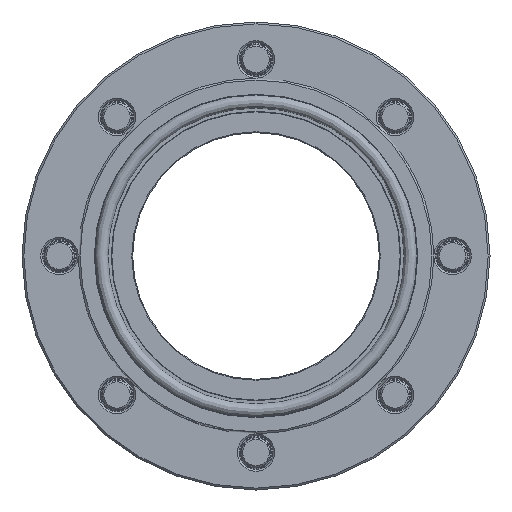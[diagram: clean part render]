
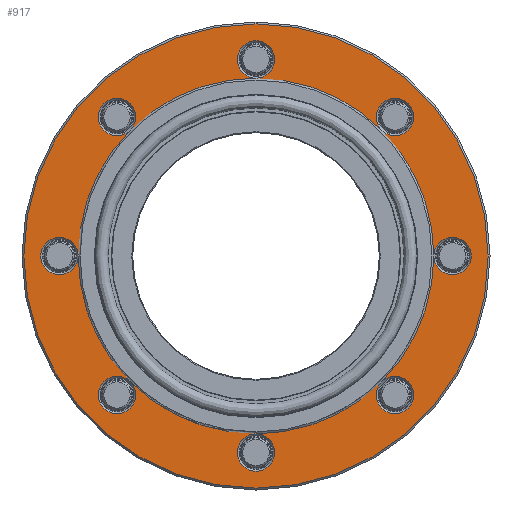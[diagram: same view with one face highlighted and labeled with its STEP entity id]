
A CAD part, left-side view. The second image highlights one B-rep face of the part: STEP entity #917.
In plain terms, the highlighted planar face has unit normal (-1, 0, 0).
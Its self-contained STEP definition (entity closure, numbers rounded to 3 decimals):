
#661=FACE_BOUND('',#1497,.T.);
#662=FACE_BOUND('',#1498,.T.);
#917=ADVANCED_FACE('',(#661,#662),#1178,.F.);
#1178=PLANE('',#3704);
#1497=EDGE_LOOP('',(#1953));
#1498=EDGE_LOOP('',(#1954,#1955,#1956,#1957,#1958,#1959,#1960,#1961,#1962,
#1963,#1964,#1965,#1966,#1967,#1968,#1969));
#1953=ORIENTED_EDGE('',*,*,#3025,.T.);
#1954=ORIENTED_EDGE('',*,*,#3026,.T.);
#1955=ORIENTED_EDGE('',*,*,#3027,.T.);
#1956=ORIENTED_EDGE('',*,*,#3028,.T.);
#1957=ORIENTED_EDGE('',*,*,#3029,.T.);
#1958=ORIENTED_EDGE('',*,*,#3030,.T.);
#1959=ORIENTED_EDGE('',*,*,#3031,.T.);
#1960=ORIENTED_EDGE('',*,*,#3032,.T.);
#1961=ORIENTED_EDGE('',*,*,#3033,.T.);
#1962=ORIENTED_EDGE('',*,*,#3034,.T.);
#1963=ORIENTED_EDGE('',*,*,#3035,.T.);
#1964=ORIENTED_EDGE('',*,*,#3036,.T.);
#1965=ORIENTED_EDGE('',*,*,#3037,.T.);
#1966=ORIENTED_EDGE('',*,*,#3038,.T.);
#1967=ORIENTED_EDGE('',*,*,#3039,.T.);
#1968=ORIENTED_EDGE('',*,*,#3040,.T.);
#1969=ORIENTED_EDGE('',*,*,#3041,.T.);
#2730=VERTEX_POINT('',#5459);
#2731=VERTEX_POINT('',#5461);
#2732=VERTEX_POINT('',#5463);
#2733=VERTEX_POINT('',#5466);
#2734=VERTEX_POINT('',#5469);
#2735=VERTEX_POINT('',#5472);
#2736=VERTEX_POINT('',#5475);
#2737=VERTEX_POINT('',#5478);
#2738=VERTEX_POINT('',#5481);
#3025=EDGE_CURVE('',#2730,#2730,#3422,.T.);
#3026=EDGE_CURVE('',#2731,#2731,#3423,.T.);
#3027=EDGE_CURVE('',#2731,#2732,#3424,.T.);
#3028=EDGE_CURVE('',#2732,#2732,#3425,.T.);
#3029=EDGE_CURVE('',#2732,#2733,#3426,.T.);
#3030=EDGE_CURVE('',#2733,#2733,#3427,.T.);
#3031=EDGE_CURVE('',#2733,#2734,#3428,.T.);
#3032=EDGE_CURVE('',#2734,#2734,#3429,.T.);
#3033=EDGE_CURVE('',#2734,#2735,#3430,.T.);
#3034=EDGE_CURVE('',#2735,#2735,#3431,.T.);
#3035=EDGE_CURVE('',#2735,#2736,#3432,.T.);
#3036=EDGE_CURVE('',#2736,#2736,#3433,.T.);
#3037=EDGE_CURVE('',#2736,#2737,#3434,.T.);
#3038=EDGE_CURVE('',#2737,#2737,#3435,.T.);
#3039=EDGE_CURVE('',#2737,#2738,#3436,.T.);
#3040=EDGE_CURVE('',#2738,#2738,#3437,.T.);
#3041=EDGE_CURVE('',#2738,#2731,#3438,.T.);
#3422=CIRCLE('',#3687,124.);
#3423=CIRCLE('',#3688,10.);
#3424=CIRCLE('',#3689,95.);
#3425=CIRCLE('',#3690,10.);
#3426=CIRCLE('',#3691,95.);
#3427=CIRCLE('',#3692,10.);
#3428=CIRCLE('',#3693,95.);
#3429=CIRCLE('',#3694,10.);
#3430=CIRCLE('',#3695,95.);
#3431=CIRCLE('',#3696,10.);
#3432=CIRCLE('',#3697,95.);
#3433=CIRCLE('',#3698,10.);
#3434=CIRCLE('',#3699,95.);
#3435=CIRCLE('',#3700,10.);
#3436=CIRCLE('',#3701,95.);
#3437=CIRCLE('',#3702,10.);
#3438=CIRCLE('',#3703,95.);
#3687=AXIS2_PLACEMENT_3D('',#5458,#4288,#4289);
#3688=AXIS2_PLACEMENT_3D('',#5460,#4290,#4291);
#3689=AXIS2_PLACEMENT_3D('',#5462,#4292,#4293);
#3690=AXIS2_PLACEMENT_3D('',#5464,#4294,#4295);
#3691=AXIS2_PLACEMENT_3D('',#5465,#4296,#4297);
#3692=AXIS2_PLACEMENT_3D('',#5467,#4298,#4299);
#3693=AXIS2_PLACEMENT_3D('',#5468,#4300,#4301);
#3694=AXIS2_PLACEMENT_3D('',#5470,#4302,#4303);
#3695=AXIS2_PLACEMENT_3D('',#5471,#4304,#4305);
#3696=AXIS2_PLACEMENT_3D('',#5473,#4306,#4307);
#3697=AXIS2_PLACEMENT_3D('',#5474,#4308,#4309);
#3698=AXIS2_PLACEMENT_3D('',#5476,#4310,#4311);
#3699=AXIS2_PLACEMENT_3D('',#5477,#4312,#4313);
#3700=AXIS2_PLACEMENT_3D('',#5479,#4314,#4315);
#3701=AXIS2_PLACEMENT_3D('',#5480,#4316,#4317);
#3702=AXIS2_PLACEMENT_3D('',#5482,#4318,#4319);
#3703=AXIS2_PLACEMENT_3D('',#5483,#4320,#4321);
#3704=AXIS2_PLACEMENT_3D('',#5484,#4322,#4323);
#4288=DIRECTION('',(-1.,0.,0.));
#4289=DIRECTION('',(0.,0.,-1.));
#4290=DIRECTION('',(1.,0.,0.));
#4291=DIRECTION('',(0.,0.,-1.));
#4292=DIRECTION('',(1.,0.,0.));
#4293=DIRECTION('',(0.,0.,-1.));
#4294=DIRECTION('',(1.,0.,0.));
#4295=DIRECTION('',(0.,0.,-1.));
#4296=DIRECTION('',(1.,0.,0.));
#4297=DIRECTION('',(0.,0.,-1.));
#4298=DIRECTION('',(1.,0.,0.));
#4299=DIRECTION('',(0.,0.,-1.));
#4300=DIRECTION('',(1.,0.,0.));
#4301=DIRECTION('',(0.,0.,-1.));
#4302=DIRECTION('',(1.,0.,0.));
#4303=DIRECTION('',(0.,0.,-1.));
#4304=DIRECTION('',(1.,0.,0.));
#4305=DIRECTION('',(0.,0.,-1.));
#4306=DIRECTION('',(1.,0.,0.));
#4307=DIRECTION('',(0.,0.,-1.));
#4308=DIRECTION('',(1.,0.,0.));
#4309=DIRECTION('',(0.,0.,-1.));
#4310=DIRECTION('',(1.,0.,0.));
#4311=DIRECTION('',(0.,0.,-1.));
#4312=DIRECTION('',(1.,0.,0.));
#4313=DIRECTION('',(0.,0.,-1.));
#4314=DIRECTION('',(1.,0.,0.));
#4315=DIRECTION('',(0.,0.,-1.));
#4316=DIRECTION('',(1.,0.,0.));
#4317=DIRECTION('',(0.,0.,-1.));
#4318=DIRECTION('',(1.,0.,0.));
#4319=DIRECTION('',(0.,0.,-1.));
#4320=DIRECTION('',(1.,0.,0.));
#4321=DIRECTION('',(0.,0.,-1.));
#4322=DIRECTION('',(1.,0.,0.));
#4323=DIRECTION('',(0.,0.,-1.));
#5458=CARTESIAN_POINT('',(0.645,0.,0.));
#5459=CARTESIAN_POINT('',(0.645,0.,-124.));
#5460=CARTESIAN_POINT('',(0.645,0.,105.));
#5461=CARTESIAN_POINT('',(0.645,0.,95.));
#5462=CARTESIAN_POINT('',(0.645,0.,0.));
#5463=CARTESIAN_POINT('',(0.645,-67.175,67.175));
#5464=CARTESIAN_POINT('',(0.645,-74.246,74.246));
#5465=CARTESIAN_POINT('',(0.645,0.,0.));
#5466=CARTESIAN_POINT('',(0.645,-95.,0.));
#5467=CARTESIAN_POINT('',(0.645,-105.,0.));
#5468=CARTESIAN_POINT('',(0.645,0.,0.));
#5469=CARTESIAN_POINT('',(0.645,-67.175,-67.175));
#5470=CARTESIAN_POINT('',(0.645,-74.246,-74.246));
#5471=CARTESIAN_POINT('',(0.645,0.,0.));
#5472=CARTESIAN_POINT('',(0.645,0.,-95.));
#5473=CARTESIAN_POINT('',(0.645,0.,-105.));
#5474=CARTESIAN_POINT('',(0.645,0.,0.));
#5475=CARTESIAN_POINT('',(0.645,67.175,-67.175));
#5476=CARTESIAN_POINT('',(0.645,74.246,-74.246));
#5477=CARTESIAN_POINT('',(0.645,0.,0.));
#5478=CARTESIAN_POINT('',(0.645,95.,0.));
#5479=CARTESIAN_POINT('',(0.645,105.,0.));
#5480=CARTESIAN_POINT('',(0.645,0.,0.));
#5481=CARTESIAN_POINT('',(0.645,67.175,67.175));
#5482=CARTESIAN_POINT('',(0.645,74.246,74.246));
#5483=CARTESIAN_POINT('',(0.645,0.,0.));
#5484=CARTESIAN_POINT('',(0.645,125.,0.));
